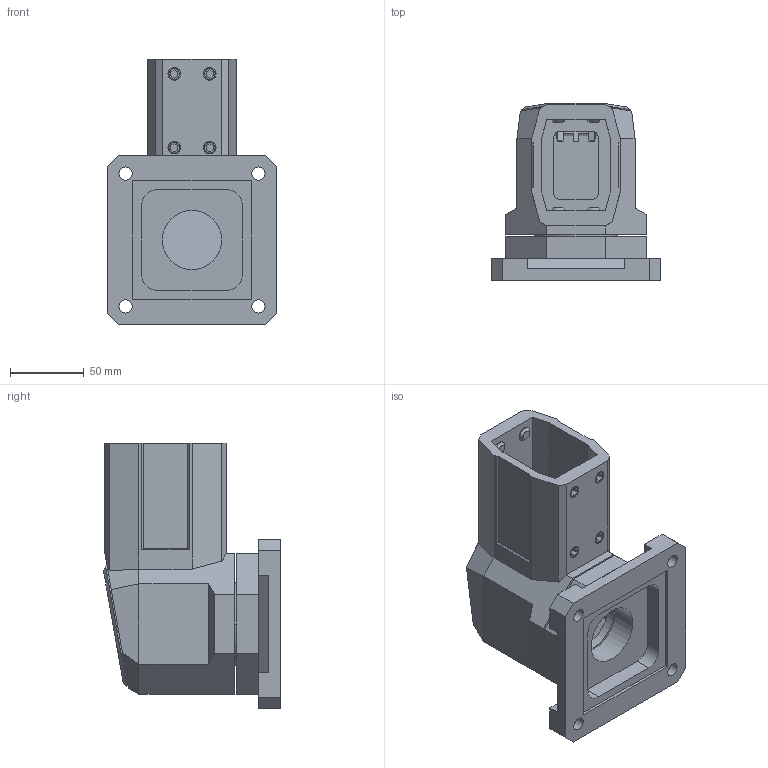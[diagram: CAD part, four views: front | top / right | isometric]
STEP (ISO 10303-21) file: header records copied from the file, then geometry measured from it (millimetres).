
FILE_DESCRIPTION((''),'2;1');
FILE_NAME('AUFSATZGELENK_CS-2000-SL_ASM','2010-07-21T',('M.Fehring'),(''),'PRO/ENGINEER BY PARAMETRIC TECHNOLOGY CORPORATION, 2005070','PRO/ENGINEER BY PARAMETRIC TECHNOLOGY CORPORATION, 2005070','');
FILE_SCHEMA(('AUTOMOTIVE_DESIGN_CC2 { 1 2 10303 214 -1 1 5 2 }'));
Length unit declared in the file: millimetre
Products named in the file (6): ZWISCHENG-UNTERT_CS-2000-SL; AUFSATZG_UNTERTEIL_CS-2000-SL; ABDECKUNG_2; GEWINDESTIFTM10X12; LAGER; AUFSATZGELENK_CS-2000-SL_ASM
Assembly tree (12 placements, depth 2):
  AUFSATZGELENK_CS-2000-SL_ASM
    ZWISCHENG-UNTERT_CS-2000-SL
    AUFSATZG_UNTERTEIL_CS-2000-SL
    ABDECKUNG_2
    GEWINDESTIFTM10X12  x8
    LAGER
Bounding box: 115 x 120.07 x 180.03 mm (x, y, z)
Volume: 514443 mm3; surface area: 156481.9 mm2
Topology: 12 solids, 12 shells, 489 faces, 1234 edges, 790 vertices
Faces by surface type: plane 347, cylinder 110, cone 32
Entity records: 15005 total; most frequent: CARTESIAN_POINT 2090, DIRECTION 2046, ORIENTED_EDGE 2020, EDGE_CURVE 1010, PRESENTATION_STYLE_ASSIGNMENT 982, STYLED_ITEM 982, CURVE_STYLE 978, VECTOR 762
